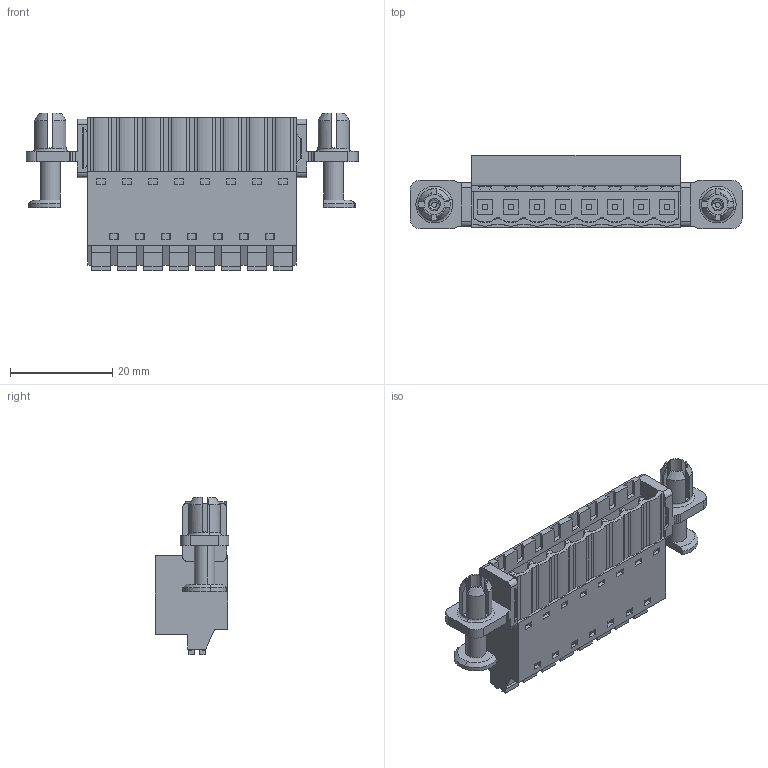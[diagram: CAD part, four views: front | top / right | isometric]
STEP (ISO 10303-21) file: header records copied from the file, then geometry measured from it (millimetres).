
FILE_DESCRIPTION(('CATIA V5 STEP Exchange','CAx-IF Rec.Pracs.--- Model Styling and Organization---1.4--- 2014-01-23'),'2;1');
FILE_NAME ('012343-1_0_1353650000_1353650000.stp','2022-05-18T13:53:03+00:00',('none'),('Weidmueller'),'CATIA Version 5-6 Release 2016 SP3 HF44','CATIA V5 STEP AP214','none');
FILE_SCHEMA(('AUTOMOTIVE_DESIGN { 1 0 10303 214 1 1 1 1 }'));
Length unit declared in the file: millimetre
Products named in the file (1): 1353650000
Bounding box: 64.84 x 14.41 x 30.85 mm (x, y, z)
Volume: 10101.9 mm3; surface area: 10169.4 mm2
Topology: 19 solids, 19 shells, 971 faces, 2581 edges, 1692 vertices
Faces by surface type: plane 817, cylinder 110, cone 20, extrusion 16, torus 8
Entity records: 28839 total; most frequent: CARTESIAN_POINT 5988, ORIENTED_EDGE 5162, DIRECTION 3673, EDGE_CURVE 2581, VECTOR 2259, LINE 2243, VERTEX_POINT 1692, EDGE_LOOP 1059
